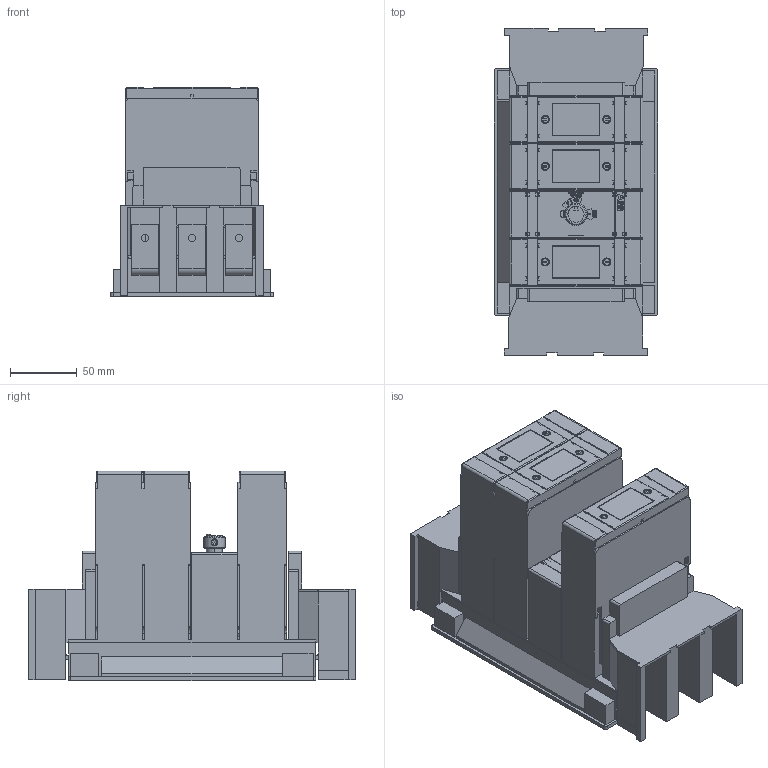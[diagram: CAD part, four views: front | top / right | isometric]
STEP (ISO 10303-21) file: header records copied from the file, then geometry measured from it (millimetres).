
FILE_DESCRIPTION((''),'2;1');
FILE_NAME('G_OS160GD21LR_ASM_A_1_SW0004','2024-08-23T14:46:21',('FIRARAN'),(''),'CREO PARAMETRIC BY PTC INC, 2022364','CREO PARAMETRIC BY PTC INC, 2022364','');
FILE_SCHEMA(('AUTOMOTIVE_DESIGN { 1 0 10303 214 1 1 1 1 }'));
Length unit declared in the file: millimetre
Products named in the file (1): G_OS160GD21LR_ASM_A_1_SW0004
Bounding box: 122 x 244.3 x 156.4 mm (x, y, z)
Volume: 2427301 mm3; surface area: 249199.6 mm2
Topology: 1 solids, 1 shells, 1384 faces, 3888 edges, 2537 vertices
Faces by surface type: plane 1048, cylinder 286, torus 28, cone 17, bspline 5
Entity records: 55951 total; most frequent: CARTESIAN_POINT 10238, ORIENTED_EDGE 7776, DIRECTION 7143, EDGE_CURVE 3888, VECTOR 3148, LINE 3148, VERTEX_POINT 2537, AXIS2_PLACEMENT_3D 1996
